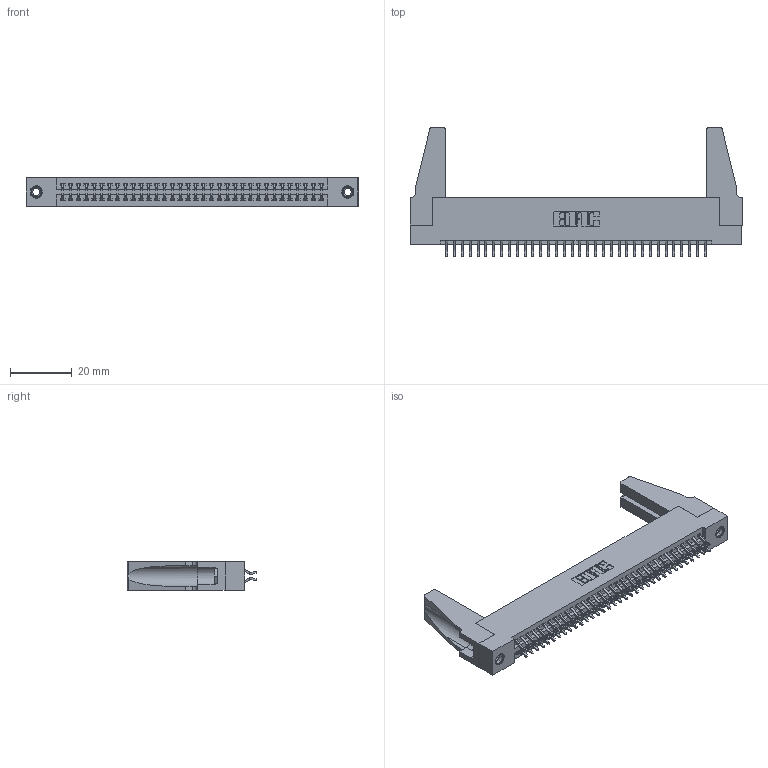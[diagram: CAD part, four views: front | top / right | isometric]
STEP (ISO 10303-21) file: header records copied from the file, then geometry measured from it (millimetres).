
FILE_DESCRIPTION (( 'STEP AP203' ), '1' );
FILE_NAME ('345-068-556-288.STEP', '2019-10-30T21:43:30', ( '' ), ( '' ), 'SwSTEP 2.0', 'SolidWorks 2016', '' );
FILE_SCHEMA (( 'CONFIG_CONTROL_DESIGN' ));
Length unit declared in the file: inch
Products named in the file (5): 345-250-001_345-250-001-102; 345-220-078_345-220-088; 345-068-556-288; 345-292-001_556 Tail; 345 Part_Flush Mounting Lugs - 0.156 Dia-TH
Assembly tree (73 placements, depth 2):
  345-068-556-288
    345 Part_Flush Mounting Lugs - 0.156 Dia-TH
    345-292-001_556 Tail  x68
    345-250-001_345-250-001-102  x2
    345-220-078_345-220-088  x2
Bounding box: 107.59 x 42.1 x 9.4 mm (x, y, z)
Volume: 13627.3 mm3; surface area: 18243.5 mm2
Topology: 73 solids, 73 shells, 4058 faces, 12011 edges, 7906 vertices
Faces by surface type: plane 2668, cylinder 1374, cone 12, torus 4
Entity records: 30122 total; most frequent: CARTESIAN_POINT 5066, ORIENTED_EDGE 4948, DIRECTION 4470, EDGE_CURVE 2474, VECTOR 2156, LINE 2156, VERTEX_POINT 1642, AXIS2_PLACEMENT_3D 1157
